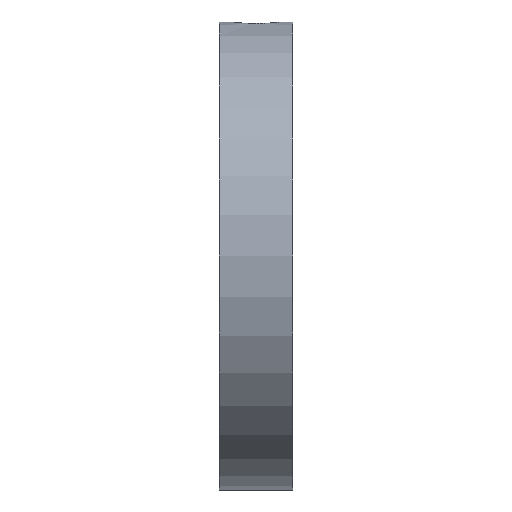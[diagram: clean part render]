
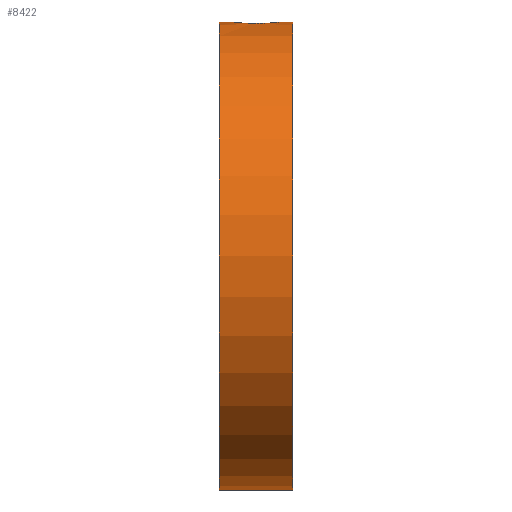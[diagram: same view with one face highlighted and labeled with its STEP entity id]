
A CAD part, left-side view. The second image highlights one B-rep face of the part: STEP entity #8422.
In plain terms, the highlighted cylindrical face has radius 31.9 mm (diameter 63.8 mm), a partial arc.
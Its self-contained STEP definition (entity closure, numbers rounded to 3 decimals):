
#323 = CARTESIAN_POINT ( 'NONE',  ( -0.229, 3.449, 31.9 ) ) ;
#672 = CARTESIAN_POINT ( 'NONE',  ( -2.147, -2.757, 31.829 ) ) ;
#744 = CARTESIAN_POINT ( 'NONE',  ( -0.229, -3.449, 31.9 ) ) ;
#757 = VERTEX_POINT ( 'NONE', #9670 ) ;
#972 = VECTOR ( 'NONE', #6775, 1000. ) ;
#975 = ORIENTED_EDGE ( 'NONE', *, *, #13148, .F. ) ;
#1082 = VERTEX_POINT ( 'NONE', #12950 ) ;
#1283 = CARTESIAN_POINT ( 'NONE',  ( -1.232, 3.229, 31.876 ) ) ;
#1353 = CARTESIAN_POINT ( 'NONE',  ( -3.139, 1.53, 31.745 ) ) ;
#1505 = CARTESIAN_POINT ( 'NONE',  ( -3.271, 1.217, 31.732 ) ) ;
#1532 = VERTEX_POINT ( 'NONE', #10289 ) ;
#1591 = CARTESIAN_POINT ( 'NONE',  ( 0., 5., 31.9 ) ) ;
#1604 = LINE ( 'NONE', #13240, #13568 ) ;
#1660 = CARTESIAN_POINT ( 'NONE',  ( -1.759, -3.014, 31.854 ) ) ;
#1779 = CARTESIAN_POINT ( 'NONE',  ( -2.631, -2.28, 31.792 ) ) ;
#1837 = AXIS2_PLACEMENT_3D ( 'NONE', #4625, #11990, #13015 ) ;
#2543 = CARTESIAN_POINT ( 'NONE',  ( 0., 5., -31.9 ) ) ;
#2556 = CARTESIAN_POINT ( 'NONE',  ( -3.494, 0., 31.708 ) ) ;
#2606 = CARTESIAN_POINT ( 'NONE',  ( -3.032, 1.727, 31.756 ) ) ;
#2619 = CARTESIAN_POINT ( 'NONE',  ( 0., -3.449, 31.9 ) ) ;
#2752 = CARTESIAN_POINT ( 'NONE',  ( 0., 5., 31.9 ) ) ;
#2759 = CARTESIAN_POINT ( 'NONE',  ( -0.793, -3.36, 31.89 ) ) ;
#2821 = CARTESIAN_POINT ( 'NONE',  ( -3.404, -0.783, 31.718 ) ) ;
#2920 = ORIENTED_EDGE ( 'NONE', *, *, #3476, .T. ) ;
#3002 = DIRECTION ( 'NONE',  ( 0., 0., -1. ) ) ;
#3057 = CARTESIAN_POINT ( 'NONE',  ( 0., 5., 0. ) ) ;
#3270 = DIRECTION ( 'NONE',  ( 0., 1., 0. ) ) ;
#3367 = ORIENTED_EDGE ( 'NONE', *, *, #8549, .T. ) ;
#3452 = DIRECTION ( 'NONE',  ( 0., -1., 0. ) ) ;
#3476 = EDGE_CURVE ( 'NONE', #6683, #1532, #12922, .T. ) ;
#3497 = CARTESIAN_POINT ( 'NONE',  ( -3.494, 0., 31.708 ) ) ;
#3660 = CARTESIAN_POINT ( 'NONE',  ( -3.31, -1.11, 31.728 ) ) ;
#3665 = LINE ( 'NONE', #1591, #9372 ) ;
#3705 = CARTESIAN_POINT ( 'NONE',  ( -2.63, 2.281, 31.792 ) ) ;
#3717 = CARTESIAN_POINT ( 'NONE',  ( -3.471, -0.451, 31.711 ) ) ;
#4353 = ORIENTED_EDGE ( 'NONE', *, *, #6883, .F. ) ;
#4467 = CARTESIAN_POINT ( 'NONE',  ( -3.404, 0.783, 31.718 ) ) ;
#4625 = CARTESIAN_POINT ( 'NONE',  ( 0., -5., 0. ) ) ;
#4754 = CARTESIAN_POINT ( 'NONE',  ( -2.777, 2.104, 31.779 ) ) ;
#4825 = CARTESIAN_POINT ( 'NONE',  ( -1.232, -3.229, 31.876 ) ) ;
#4857 = ORIENTED_EDGE ( 'NONE', *, *, #6351, .F. ) ;
#5315 = VERTEX_POINT ( 'NONE', #10194 ) ;
#5579 = CARTESIAN_POINT ( 'NONE',  ( 0., 3.449, 31.9 ) ) ;
#5659 = LINE ( 'NONE', #2543, #972 ) ;
#5790 = CARTESIAN_POINT ( 'NONE',  ( -3.471, 0.452, 31.711 ) ) ;
#5822 = DIRECTION ( 'NONE',  ( 0., -1., 0. ) ) ;
#5874 = CARTESIAN_POINT ( 'NONE',  ( -3.377, -0.892, 31.721 ) ) ;
#6090 = EDGE_LOOP ( 'NONE', ( #4857, #975, #11370, #3367, #4353, #2920, #10690 ) ) ;
#6351 = EDGE_CURVE ( 'NONE', #9259, #11312, #1604, .T. ) ;
#6683 = VERTEX_POINT ( 'NONE', #8329 ) ;
#6700 = AXIS2_PLACEMENT_3D ( 'NONE', #3057, #3452, #3002 ) ;
#6775 = DIRECTION ( 'NONE',  ( 0., -1., 0. ) ) ;
#6852 = CARTESIAN_POINT ( 'NONE',  ( -0.905, -3.333, 31.887 ) ) ;
#6883 = EDGE_CURVE ( 'NONE', #6683, #5315, #3665, .T. ) ;
#6996 = CARTESIAN_POINT ( 'NONE',  ( -1.125, -3.267, 31.88 ) ) ;
#7437 = CYLINDRICAL_SURFACE ( 'NONE', #6700, 31.9 ) ;
#7456 = EDGE_CURVE ( 'NONE', #1532, #11312, #7847, .T. ) ;
#7829 = CIRCLE ( 'NONE', #1837, 31.9 ) ;
#7838 = CARTESIAN_POINT ( 'NONE',  ( -3.271, -1.217, 31.732 ) ) ;
#7847 = B_SPLINE_CURVE_WITH_KNOTS ( 'NONE', 3,
 ( #3497, #9724, #5790, #4467, #12040, #9934, #1505, #1353, #2606, #4754, #3705, #8980, #10787, #1283, #7958, #8697, #12995, #13066, #323, #5579 ),
 .UNSPECIFIED., .F., .F.,
 ( 4, 2, 2, 2, 2, 2, 2, 2, 2, 4 ),
 ( 0., 0.031, 0.047, 0.063, 0.094, 0.125, 0.188, 0.203, 0.219, 0.25 ),
 .UNSPECIFIED. ) ;
#7917 = DIRECTION ( 'NONE',  ( 0., -1., 0. ) ) ;
#7954 = AXIS2_PLACEMENT_3D ( 'NONE', #12776, #3270, #9858 ) ;
#7958 = CARTESIAN_POINT ( 'NONE',  ( -1.125, 3.267, 31.88 ) ) ;
#8329 = CARTESIAN_POINT ( 'NONE',  ( 0., -3.449, 31.9 ) ) ;
#8422 = ADVANCED_FACE ( 'NONE', ( #11525 ), #7437, .T. ) ;
#8549 = EDGE_CURVE ( 'NONE', #1082, #5315, #7829, .T. ) ;
#8697 = CARTESIAN_POINT ( 'NONE',  ( -0.905, 3.333, 31.887 ) ) ;
#8893 = CARTESIAN_POINT ( 'NONE',  ( 0., 3.449, 31.9 ) ) ;
#8980 = CARTESIAN_POINT ( 'NONE',  ( -2.147, 2.757, 31.829 ) ) ;
#9146 = EDGE_CURVE ( 'NONE', #757, #1082, #5659, .T. ) ;
#9259 = VERTEX_POINT ( 'NONE', #2752 ) ;
#9372 = VECTOR ( 'NONE', #7917, 1000. ) ;
#9670 = CARTESIAN_POINT ( 'NONE',  ( 0., 5., -31.9 ) ) ;
#9724 = CARTESIAN_POINT ( 'NONE',  ( -3.494, 0.227, 31.708 ) ) ;
#9858 = DIRECTION ( 'NONE',  ( 0., 0., 1. ) ) ;
#9934 = CARTESIAN_POINT ( 'NONE',  ( -3.31, 1.11, 31.728 ) ) ;
#9948 = CARTESIAN_POINT ( 'NONE',  ( -2.777, -2.104, 31.779 ) ) ;
#10194 = CARTESIAN_POINT ( 'NONE',  ( 0., -5., 31.9 ) ) ;
#10289 = CARTESIAN_POINT ( 'NONE',  ( -3.494, 0., 31.708 ) ) ;
#10690 = ORIENTED_EDGE ( 'NONE', *, *, #7456, .T. ) ;
#10787 = CARTESIAN_POINT ( 'NONE',  ( -1.758, 3.014, 31.854 ) ) ;
#11220 = CARTESIAN_POINT ( 'NONE',  ( -3.033, -1.727, 31.756 ) ) ;
#11312 = VERTEX_POINT ( 'NONE', #8893 ) ;
#11370 = ORIENTED_EDGE ( 'NONE', *, *, #9146, .T. ) ;
#11525 = FACE_OUTER_BOUND ( 'NONE', #6090, .T. ) ;
#11990 = DIRECTION ( 'NONE',  ( 0., 1., 0. ) ) ;
#12040 = CARTESIAN_POINT ( 'NONE',  ( -3.377, 0.892, 31.721 ) ) ;
#12059 = CARTESIAN_POINT ( 'NONE',  ( -3.494, -0.227, 31.708 ) ) ;
#12776 = CARTESIAN_POINT ( 'NONE',  ( 0., 5., 0. ) ) ;
#12922 = B_SPLINE_CURVE_WITH_KNOTS ( 'NONE', 3,
 ( #2619, #744, #13283, #2759, #6852, #6996, #4825, #1660, #672, #1779, #9948, #11220, #13220, #7838, #3660, #5874, #2821, #3717, #12059, #2556 ),
 .UNSPECIFIED., .F., .F.,
 ( 4, 2, 2, 2, 2, 2, 2, 2, 2, 4 ),
 ( 0.75, 0.781, 0.797, 0.812, 0.875, 0.906, 0.937, 0.953, 0.969, 1. ),
 .UNSPECIFIED. ) ;
#12950 = CARTESIAN_POINT ( 'NONE',  ( 0., -5., -31.9 ) ) ;
#12995 = CARTESIAN_POINT ( 'NONE',  ( -0.793, 3.36, 31.89 ) ) ;
#13015 = DIRECTION ( 'NONE',  ( 0., 0., 1. ) ) ;
#13066 = CARTESIAN_POINT ( 'NONE',  ( -0.456, 3.427, 31.898 ) ) ;
#13148 = EDGE_CURVE ( 'NONE', #757, #9259, #13245, .T. ) ;
#13220 = CARTESIAN_POINT ( 'NONE',  ( -3.139, -1.53, 31.745 ) ) ;
#13240 = CARTESIAN_POINT ( 'NONE',  ( 0., 5., 31.9 ) ) ;
#13245 = CIRCLE ( 'NONE', #7954, 31.9 ) ;
#13283 = CARTESIAN_POINT ( 'NONE',  ( -0.456, -3.427, 31.898 ) ) ;
#13568 = VECTOR ( 'NONE', #5822, 1000. ) ;
